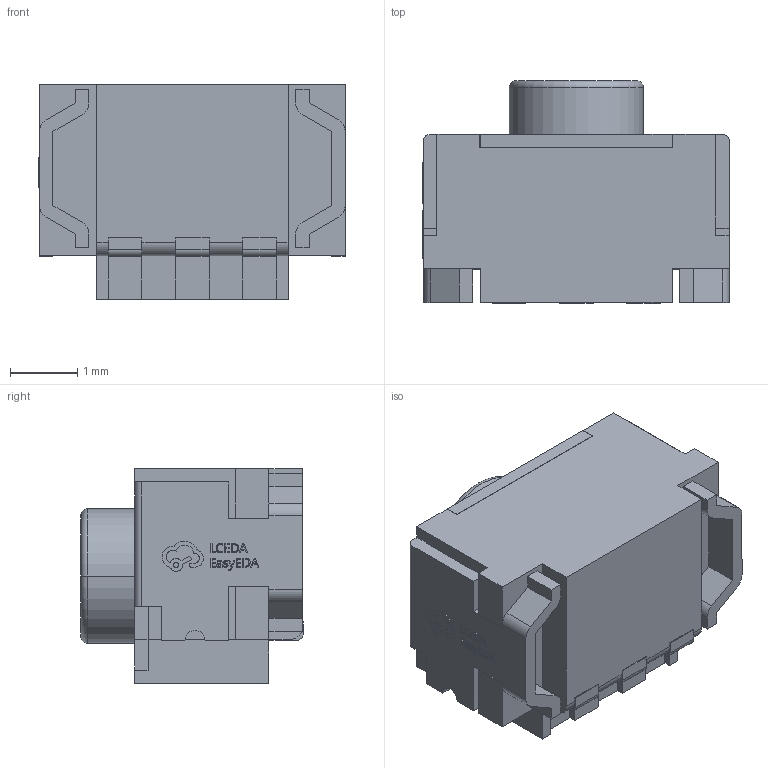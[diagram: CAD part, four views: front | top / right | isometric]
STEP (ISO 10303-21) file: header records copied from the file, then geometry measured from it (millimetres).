
FILE_DESCRIPTION (( 'STEP AP214' ), '1' );
FILE_NAME ('SW-SMD_TSA061B2808B.STEP', '2025-02-23T13:24:39', ( '' ), ( '' ), 'SwSTEP 2.0', 'SolidWorks 2020', '' );
FILE_SCHEMA (( 'AUTOMOTIVE_DESIGN' ));
Length unit declared in the file: millimetre
Products named in the file (1): SW-SMD_TSA061B2808B
Bounding box: 4.56 x 3.31 x 3.2 mm (x, y, z)
Volume: 33.2 mm3; surface area: 118.3 mm2
Topology: 3 solids, 3 shells, 385 faces, 1064 edges, 704 vertices
Faces by surface type: plane 262, bspline 98, cylinder 23, torus 2
Entity records: 16745 total; most frequent: CARTESIAN_POINT 3460, ORIENTED_EDGE 2128, DIRECTION 1490, EDGE_CURVE 1064, LINE 814, VECTOR 814, VERTEX_POINT 704, EDGE_LOOP 406
